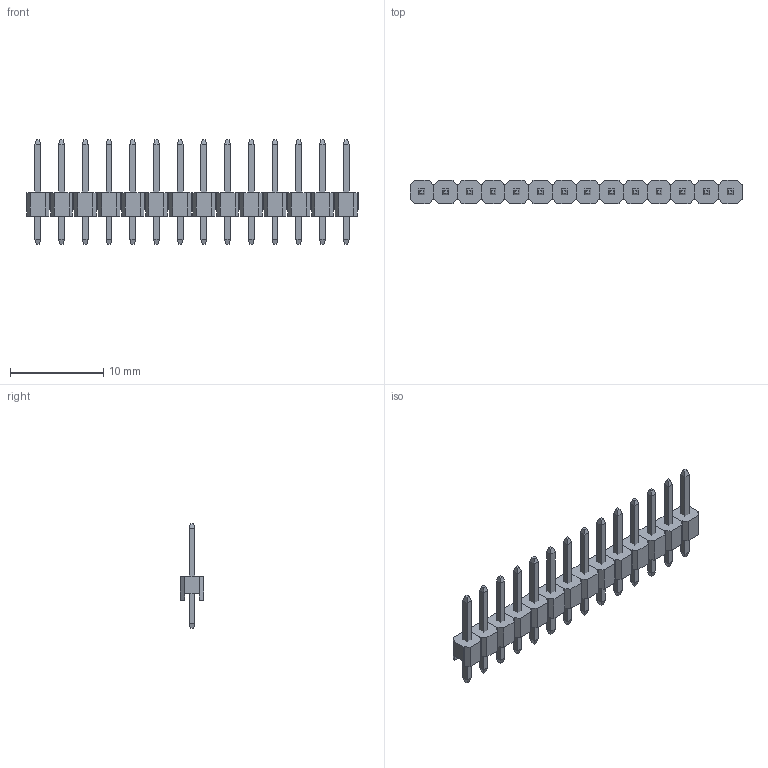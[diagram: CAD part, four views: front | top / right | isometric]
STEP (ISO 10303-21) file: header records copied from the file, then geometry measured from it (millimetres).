
FILE_DESCRIPTION(('FreeCAD Model'),'2;1');
FILE_NAME('1x14-male-pin-header.step', '2015-01-27T14:05:54',('FreeCAD'),('FreeCAD'), 'Open CASCADE STEP processor 6.7','FreeCAD','Unknown');
FILE_SCHEMA(('AUTOMOTIVE_DESIGN_CC2 { 1 2 10303 214 -1 1 5 4 }'));
Length unit declared in the file: millimetre
Products named in the file (1): 1x14-male-pin-header-final
Bounding box: 35.56 x 2.54 x 11.2 mm (x, y, z)
Volume: 233.3 mm3; surface area: 899 mm2
Topology: 28 solids, 28 shells, 504 faces, 1176 edges, 728 vertices
Faces by surface type: plane 392, bspline 112
Entity records: 32135 total; most frequent: CARTESIAN_POINT 5573, DIRECTION 3838, LINE 3052, VECTOR 3052, ORIENTED_EDGE 2352, PCURVE 2352, DEFINITIONAL_REPRESENTATION 2352, EDGE_CURVE 1176
